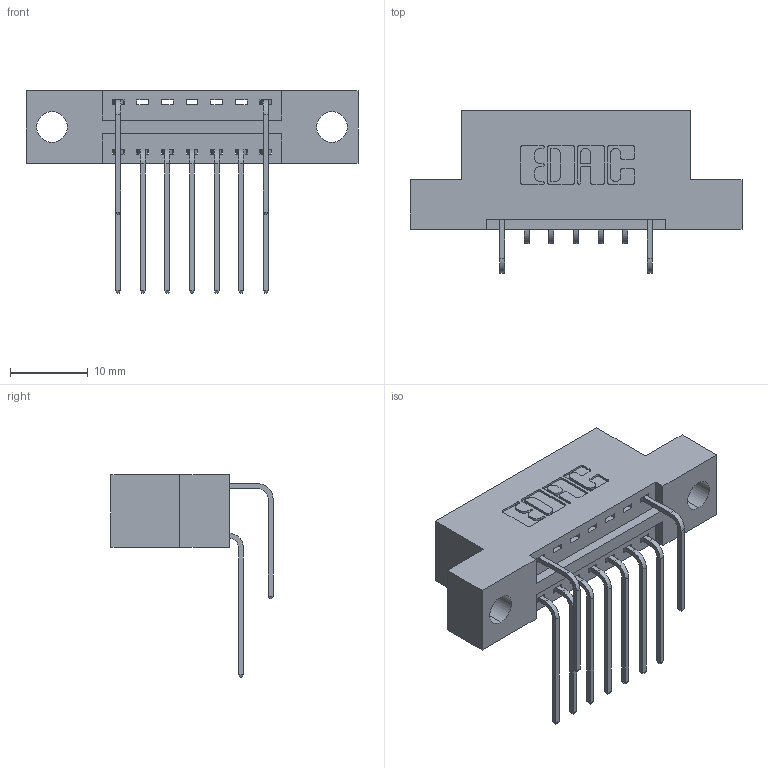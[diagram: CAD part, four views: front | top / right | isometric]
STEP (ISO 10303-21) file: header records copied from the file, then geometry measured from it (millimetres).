
FILE_DESCRIPTION (( 'STEP AP203' ), '1' );
FILE_NAME ('346-014-559-204.STEP', '2018-08-20T02:05:11', ( '' ), ( '' ), 'SwSTEP 2.0', 'SolidWorks 2016', '' );
FILE_SCHEMA (( 'CONFIG_CONTROL_DESIGN' ));
Length unit declared in the file: inch
Products named in the file (4): 346 Part_Flush Mounting Lugs - 0.156 Dia-TH; 345-292-001_558 559 Tail - 1; 345-292-001_559 Tail - 2; 346-014-559-204
Assembly tree (10 placements, depth 2):
  346-014-559-204
    346 Part_Flush Mounting Lugs - 0.156 Dia-TH
    345-292-001_558 559 Tail - 1  x7
    345-292-001_559 Tail - 2  x2
Bounding box: 42.8 x 20.89 x 26.16 mm (x, y, z)
Volume: 3820.7 mm3; surface area: 4504.6 mm2
Topology: 10 solids, 10 shells, 638 faces, 1883 edges, 1242 vertices
Faces by surface type: plane 434, cylinder 204
Entity records: 10907 total; most frequent: CARTESIAN_POINT 1918, ORIENTED_EDGE 1806, DIRECTION 1709, EDGE_CURVE 903, LINE 703, VECTOR 703, VERTEX_POINT 598, AXIS2_PLACEMENT_3D 503
